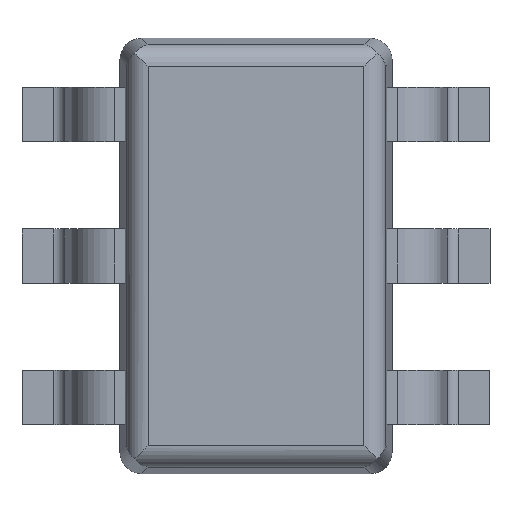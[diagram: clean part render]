
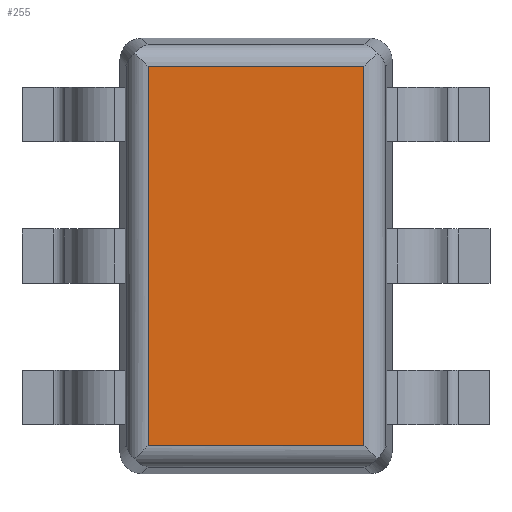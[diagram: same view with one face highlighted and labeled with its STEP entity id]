
A CAD part, top view. The second image highlights one B-rep face of the part: STEP entity #255.
In plain terms, the highlighted planar face has unit normal (0, 0, 1).
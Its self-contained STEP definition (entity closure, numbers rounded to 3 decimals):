
#89 = DIRECTION ( 'NONE',  ( 0., -1., 0. ) ) ;
#255 = ADVANCED_FACE ( 'NONE', ( #2024 ), #4056, .T. ) ;
#256 = VECTOR ( 'NONE', #1985, 1000. ) ;
#624 = DIRECTION ( 'NONE',  ( -1., 0., 0. ) ) ;
#656 = ORIENTED_EDGE ( 'NONE', *, *, #987, .T. ) ;
#737 = CARTESIAN_POINT ( 'NONE',  ( 260.668, 161.098, 81.771 ) ) ;
#738 = LINE ( 'NONE', #1937, #977 ) ;
#977 = VECTOR ( 'NONE', #624, 1000. ) ;
#987 = EDGE_CURVE ( 'NONE', #3410, #4486, #3788, .T. ) ;
#1006 = VERTEX_POINT ( 'NONE', #5013 ) ;
#1050 = CARTESIAN_POINT ( 'NONE',  ( 260.172, 162.84, 81.771 ) ) ;
#1164 = ORIENTED_EDGE ( 'NONE', *, *, #4190, .T. ) ;
#1233 = EDGE_CURVE ( 'NONE', #1006, #2228, #4102, .T. ) ;
#1257 = ORIENTED_EDGE ( 'NONE', *, *, #1233, .T. ) ;
#1627 = EDGE_LOOP ( 'NONE', ( #1164, #656, #2854, #1257 ) ) ;
#1766 = CARTESIAN_POINT ( 'NONE',  ( 260.172, 161.098, 81.771 ) ) ;
#1877 = VECTOR ( 'NONE', #89, 1000. ) ;
#1937 = CARTESIAN_POINT ( 'NONE',  ( 260.668, 162.84, 81.771 ) ) ;
#1985 = DIRECTION ( 'NONE',  ( 1., 0., 0. ) ) ;
#2019 = DIRECTION ( 'NONE',  ( 0., 1., 0. ) ) ;
#2024 = FACE_OUTER_BOUND ( 'NONE', #1627, .T. ) ;
#2228 = VERTEX_POINT ( 'NONE', #5292 ) ;
#2429 = CARTESIAN_POINT ( 'NONE',  ( 260.668, 161.969, 81.771 ) ) ;
#2501 = CARTESIAN_POINT ( 'NONE',  ( 260.172, 161.969, 81.771 ) ) ;
#2854 = ORIENTED_EDGE ( 'NONE', *, *, #3124, .T. ) ;
#2857 = DIRECTION ( 'NONE',  ( 0., 0., 1. ) ) ;
#3124 = EDGE_CURVE ( 'NONE', #4486, #1006, #4446, .T. ) ;
#3208 = DIRECTION ( 'NONE',  ( 1., 0., 0. ) ) ;
#3272 = CARTESIAN_POINT ( 'NONE',  ( 261.164, 161.969, 81.771 ) ) ;
#3410 = VERTEX_POINT ( 'NONE', #1050 ) ;
#3788 = LINE ( 'NONE', #2501, #1877 ) ;
#3874 = VECTOR ( 'NONE', #2019, 1000. ) ;
#4056 = PLANE ( 'NONE',  #4753 ) ;
#4102 = LINE ( 'NONE', #3272, #3874 ) ;
#4190 = EDGE_CURVE ( 'NONE', #2228, #3410, #738, .T. ) ;
#4446 = LINE ( 'NONE', #737, #256 ) ;
#4486 = VERTEX_POINT ( 'NONE', #1766 ) ;
#4753 = AXIS2_PLACEMENT_3D ( 'NONE', #2429, #2857, #3208 ) ;
#5013 = CARTESIAN_POINT ( 'NONE',  ( 261.164, 161.098, 81.771 ) ) ;
#5292 = CARTESIAN_POINT ( 'NONE',  ( 261.164, 162.84, 81.771 ) ) ;
